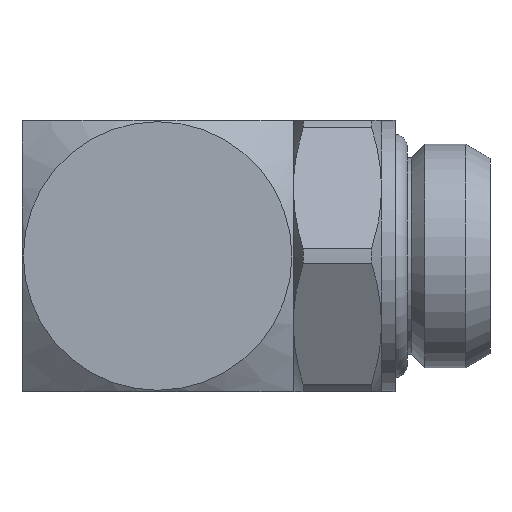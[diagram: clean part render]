
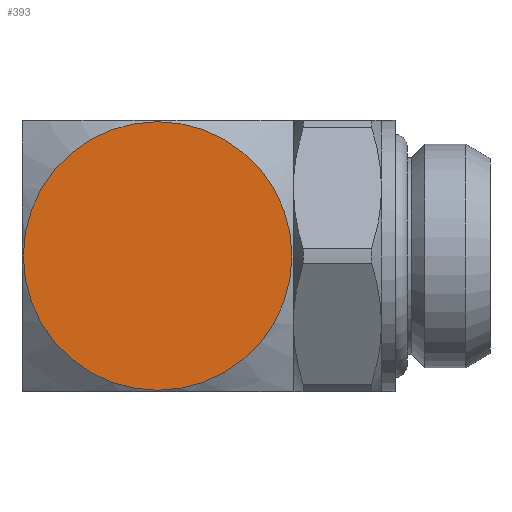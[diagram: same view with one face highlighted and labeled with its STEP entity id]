
A CAD part, left-side view. The second image highlights one B-rep face of the part: STEP entity #393.
In plain terms, the highlighted planar face has unit normal (-1, 0, 0).
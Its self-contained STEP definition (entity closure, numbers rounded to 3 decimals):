
#393 = ADVANCED_FACE ( 'NONE', ( #1594 ), #1595, .F. ) ;
#398 = EDGE_LOOP ( 'NONE', ( #399, #400 ) ) ;
#399 = ORIENTED_EDGE ( 'NONE', *, *, #2586, .F. ) ;
#400 = ORIENTED_EDGE ( 'NONE', *, *, #401, .F. ) ;
#401 = EDGE_CURVE ( 'NONE', #2588, #2587, #1748, .T. ) ;
#1594 = FACE_OUTER_BOUND ( 'NONE', #398, .T. ) ;
#1595 = PLANE ( 'NONE',  #1649 ) ;
#1646 = DIRECTION ( 'NONE',  ( 0., 0., -1. ) ) ;
#1647 = DIRECTION ( 'NONE',  ( 1., 0., 0. ) ) ;
#1648 = CARTESIAN_POINT ( 'NONE',  ( -10.25, 14.5, 10. ) ) ;
#1649 = AXIS2_PLACEMENT_3D ( 'NONE', #1648, #1647, #1646 ) ;
#1734 = DIRECTION ( 'NONE',  ( 1., 0., 0. ) ) ;
#1748 = CIRCLE ( 'NONE', #1801, 9.9 ) ;
#1771 = CARTESIAN_POINT ( 'NONE',  ( -10.25, 24.5, 0. ) ) ;
#1779 = DIRECTION ( 'NONE',  ( 0., 0., -1. ) ) ;
#1801 = AXIS2_PLACEMENT_3D ( 'NONE', #1771, #1734, #1779 ) ;
#2586 = EDGE_CURVE ( 'NONE', #2587, #2588, #5710, .T. ) ;
#2587 = VERTEX_POINT ( 'NONE', #5706 ) ;
#2588 = VERTEX_POINT ( 'NONE', #5701 ) ;
#5701 = CARTESIAN_POINT ( 'NONE',  ( -10.25, 24.5, 9.9 ) ) ;
#5702 = DIRECTION ( 'NONE',  ( 0., 0., -1. ) ) ;
#5703 = DIRECTION ( 'NONE',  ( 1., 0., 0. ) ) ;
#5704 = CARTESIAN_POINT ( 'NONE',  ( -10.25, 24.5, 0. ) ) ;
#5705 = AXIS2_PLACEMENT_3D ( 'NONE', #5704, #5703, #5702 ) ;
#5706 = CARTESIAN_POINT ( 'NONE',  ( -10.25, 24.5, -9.9 ) ) ;
#5710 = CIRCLE ( 'NONE', #5705, 9.9 ) ;
